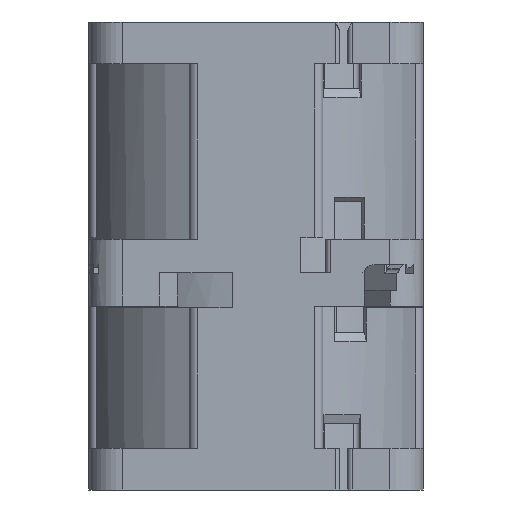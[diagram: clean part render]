
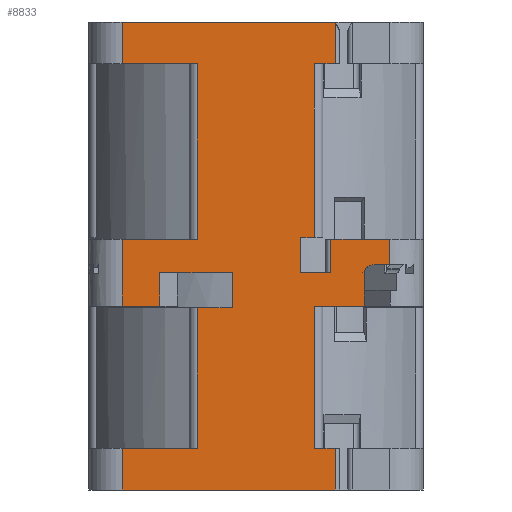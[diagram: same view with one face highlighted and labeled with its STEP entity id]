
A CAD part, left-side view. The second image highlights one B-rep face of the part: STEP entity #8833.
In plain terms, the highlighted planar face has unit normal (-1, 0, 0).
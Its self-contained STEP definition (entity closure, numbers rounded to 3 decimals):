
#359=DIRECTION('',(0.,-1.,0.));
#360=VECTOR('',#359,3.615);
#361=CARTESIAN_POINT('',(-20.,-5.338,0.));
#362=LINE('',#361,#360);
#363=DIRECTION('',(0.,0.,1.));
#364=VECTOR('',#363,4.);
#365=CARTESIAN_POINT('',(-20.,-8.953,0.));
#366=LINE('',#365,#364);
#367=DIRECTION('',(0.,-1.,0.));
#368=VECTOR('',#367,7.047);
#369=CARTESIAN_POINT('',(-20.,-8.953,4.));
#370=LINE('',#369,#368);
#371=DIRECTION('',(0.,0.,-1.));
#372=VECTOR('',#371,3.);
#373=CARTESIAN_POINT('',(-20.,-16.,4.));
#374=LINE('',#373,#372);
#375=DIRECTION('',(0.,1.,0.));
#376=VECTOR('',#375,1.657);
#377=CARTESIAN_POINT('',(-20.,-16.,1.));
#378=LINE('',#377,#376);
#379=DIRECTION('',(0.,1.,0.));
#380=VECTOR('',#379,5.929);
#381=CARTESIAN_POINT('',(-20.,-12.929,-4.));
#382=LINE('',#381,#380);
#383=DIRECTION('',(0.,0.,1.));
#384=VECTOR('',#383,4.2);
#385=CARTESIAN_POINT('',(-20.,-5.338,0.));
#386=LINE('',#385,#384);
#387=DIRECTION('',(0.,-1.,0.));
#388=VECTOR('',#387,1.662);
#389=CARTESIAN_POINT('',(-20.,-5.338,4.2));
#390=LINE('',#389,#388);
#405=DIRECTION('',(0.,0.,1.));
#406=VECTOR('',#405,20.8);
#407=CARTESIAN_POINT('',(-20.,-7.,4.2));
#408=LINE('',#407,#406);
#428=DIRECTION('',(0.,-1.,0.));
#429=VECTOR('',#428,2.5);
#430=CARTESIAN_POINT('',(-20.,-7.,25.));
#431=LINE('',#430,#429);
#461=CARTESIAN_POINT('',(-20.,-9.5,30.));
#474=DIRECTION('',(0.,0.,1.));
#475=VECTOR('',#474,5.);
#476=CARTESIAN_POINT('',(-20.,-9.5,25.));
#477=LINE('',#476,#475);
#515=DIRECTION('',(0.,1.,0.));
#516=VECTOR('',#515,25.5);
#517=CARTESIAN_POINT('',(-20.,-9.5,30.));
#518=LINE('',#517,#516);
#1420=DIRECTION('',(0.,0.,-1.));
#1421=VECTOR('',#1420,8.);
#1422=CARTESIAN_POINT('',(-20.,16.,4.));
#1423=LINE('',#1422,#1421);
#1456=DIRECTION('',(0.,1.,0.));
#1457=VECTOR('',#1456,9.);
#1458=CARTESIAN_POINT('',(-20.,7.,4.));
#1459=LINE('',#1458,#1457);
#1536=DIRECTION('',(0.,-1.,0.));
#1537=VECTOR('',#1536,9.);
#1538=CARTESIAN_POINT('',(-20.,16.,25.));
#1539=LINE('',#1538,#1537);
#1578=DIRECTION('',(0.,0.,-1.));
#1579=VECTOR('',#1578,21.);
#1580=CARTESIAN_POINT('',(-20.,7.,25.));
#1581=LINE('',#1580,#1579);
#1586=DIRECTION('',(0.,0.,-1.));
#1587=VECTOR('',#1586,5.);
#1588=CARTESIAN_POINT('',(-20.,16.,30.));
#1589=LINE('',#1588,#1587);
#1782=DIRECTION('',(0.,-1.,0.));
#1783=VECTOR('',#1782,4.485);
#1784=CARTESIAN_POINT('',(-20.,16.,-4.));
#1785=LINE('',#1784,#1783);
#1815=DIRECTION('',(0.,0.,-1.));
#1816=VECTOR('',#1815,4.2);
#1817=CARTESIAN_POINT('',(-20.,2.836,0.));
#1818=LINE('',#1817,#1816);
#1832=DIRECTION('',(0.,-1.,0.));
#1833=VECTOR('',#1832,8.679);
#1834=CARTESIAN_POINT('',(-20.,11.515,0.));
#1835=LINE('',#1834,#1833);
#1840=DIRECTION('',(0.,0.,1.));
#1841=VECTOR('',#1840,4.);
#1842=CARTESIAN_POINT('',(-20.,11.515,-4.));
#1843=LINE('',#1842,#1841);
#1853=DIRECTION('',(0.,1.,0.));
#1854=VECTOR('',#1853,4.165);
#1855=CARTESIAN_POINT('',(-20.,2.836,-4.2));
#1856=LINE('',#1855,#1854);
#1867=DIRECTION('',(0.,0.,-1.));
#1868=VECTOR('',#1867,16.8);
#1869=CARTESIAN_POINT('',(-20.,7.,-4.2));
#1870=LINE('',#1869,#1868);
#1890=DIRECTION('',(0.,1.,0.));
#1891=VECTOR('',#1890,9.);
#1892=CARTESIAN_POINT('',(-20.,7.,-21.));
#1893=LINE('',#1892,#1891);
#1925=DIRECTION('',(0.,0.,-1.));
#1926=VECTOR('',#1925,5.);
#1927=CARTESIAN_POINT('',(-20.,16.,-21.));
#1928=LINE('',#1927,#1926);
#1989=DIRECTION('',(0.,-1.,0.));
#1990=VECTOR('',#1989,25.5);
#1991=CARTESIAN_POINT('',(-20.,16.,-26.));
#1992=LINE('',#1991,#1990);
#2495=DIRECTION('',(0.,1.,0.));
#2496=VECTOR('',#2495,2.5);
#2497=CARTESIAN_POINT('',(-20.,-9.5,-21.));
#2498=LINE('',#2497,#2496);
#2503=DIRECTION('',(0.,0.,1.));
#2504=VECTOR('',#2503,17.);
#2505=CARTESIAN_POINT('',(-20.,-7.,-21.));
#2506=LINE('',#2505,#2504);
#2511=DIRECTION('',(0.,0.,1.));
#2512=VECTOR('',#2511,5.);
#2513=CARTESIAN_POINT('',(-20.,-9.5,-26.));
#2514=LINE('',#2513,#2512);
#6780=CARTESIAN_POINT('',(-20.,-12.929,0.));
#6781=CARTESIAN_POINT('',(-20.,-12.929,0.201));
#6782=CARTESIAN_POINT('',(-20.,-13.062,0.471));
#6783=CARTESIAN_POINT('',(-20.,-13.377,0.759));
#6784=CARTESIAN_POINT('',(-20.,-13.796,0.944));
#6785=CARTESIAN_POINT('',(-20.,-14.142,1.));
#6786=CARTESIAN_POINT('',(-20.,-14.343,1.));
#6788=DIRECTION('',(0.,0.,1.));
#6789=VECTOR('',#6788,4.);
#6790=CARTESIAN_POINT('',(-20.,-12.929,-4.));
#6791=LINE('',#6790,#6789);
#6865=CARTESIAN_POINT('',(-20.,-16.,4.));
#6867=VERTEX_POINT('',#6865);
#6868=CARTESIAN_POINT('',(-20.,-8.953,4.));
#6870=VERTEX_POINT('',#6868);
#6894=CARTESIAN_POINT('',(-20.,-16.,1.));
#6895=VERTEX_POINT('',#6894);
#6933=CARTESIAN_POINT('',(-20.,-14.343,1.));
#6934=VERTEX_POINT('',#6933);
#6948=CARTESIAN_POINT('',(-20.,-7.,-4.));
#6949=VERTEX_POINT('',#6948);
#6950=CARTESIAN_POINT('',(-20.,-12.929,-4.));
#6951=VERTEX_POINT('',#6950);
#6973=CARTESIAN_POINT('',(-20.,-8.953,
0.));
#6974=VERTEX_POINT('',#6973);
#6975=CARTESIAN_POINT('',(-20.,-5.338,0.));
#6977=VERTEX_POINT('',#6975);
#6979=CARTESIAN_POINT('',(-20.,-9.5,-21.));
#6980=CARTESIAN_POINT('',(-20.,-7.,-21.));
#6981=VERTEX_POINT('',#6979);
#6982=VERTEX_POINT('',#6980);
#6983=CARTESIAN_POINT('',(-20.,16.,-26.));
#6984=CARTESIAN_POINT('',(-20.,-9.5,-26.));
#6985=VERTEX_POINT('',#6983);
#6986=VERTEX_POINT('',#6984);
#6987=CARTESIAN_POINT('',(-20.,7.,-21.));
#6988=CARTESIAN_POINT('',(-20.,16.,-21.));
#6989=VERTEX_POINT('',#6987);
#6990=VERTEX_POINT('',#6988);
#6991=CARTESIAN_POINT('',(-20.,2.836,-4.2));
#6992=CARTESIAN_POINT('',(-20.,7.,-4.2));
#6993=VERTEX_POINT('',#6991);
#6994=VERTEX_POINT('',#6992);
#6995=CARTESIAN_POINT('',(-20.,16.,-4.));
#6996=CARTESIAN_POINT('',(-20.,11.515,-4.));
#6997=VERTEX_POINT('',#6995);
#6998=VERTEX_POINT('',#6996);
#6999=CARTESIAN_POINT('',(-20.,-5.338,4.2));
#7000=CARTESIAN_POINT('',(-20.,-7.,4.2));
#7001=VERTEX_POINT('',#6999);
#7002=VERTEX_POINT('',#7000);
#7023=CARTESIAN_POINT('',(-20.,-7.,25.));
#7024=VERTEX_POINT('',#7023);
#7029=CARTESIAN_POINT('',(-20.,-9.5,25.));
#7030=VERTEX_POINT('',#7029);
#7043=VERTEX_POINT('',#461);
#7065=CARTESIAN_POINT('',(-20.,16.,30.));
#7066=VERTEX_POINT('',#7065);
#7454=CARTESIAN_POINT('',(-20.,16.,4.));
#7455=VERTEX_POINT('',#7454);
#7479=CARTESIAN_POINT('',(-20.,7.,4.));
#7480=VERTEX_POINT('',#7479);
#7501=CARTESIAN_POINT('',(-20.,16.,25.));
#7502=CARTESIAN_POINT('',(-20.,7.,25.));
#7503=VERTEX_POINT('',#7501);
#7504=VERTEX_POINT('',#7502);
#7551=CARTESIAN_POINT('',(-20.,2.836,0.));
#7552=VERTEX_POINT('',#7551);
#7557=CARTESIAN_POINT('',(-20.,11.515,0.));
#7558=VERTEX_POINT('',#7557);
#8121=CARTESIAN_POINT('',(-20.,-12.929,0.));
#8122=VERTEX_POINT('',#8121);
#8770=CARTESIAN_POINT('',(-20.,0.,2.));
#8771=DIRECTION('',(1.,0.,0.));
#8772=DIRECTION('',(0.,1.,0.));
#8773=AXIS2_PLACEMENT_3D('',#8770,#8771,#8772);
#8774=PLANE('',#8773);
#8776=ORIENTED_EDGE('',*,*,#8775,.F.);
#8777=ORIENTED_EDGE('',*,*,#8735,.T.);
#8778=ORIENTED_EDGE('',*,*,#8764,.T.);
#8779=ORIENTED_EDGE('',*,*,#8445,.T.);
#8780=ORIENTED_EDGE('',*,*,#8489,.T.);
#8781=ORIENTED_EDGE('',*,*,#8553,.T.);
#8783=ORIENTED_EDGE('',*,*,#8782,.F.);
#8785=ORIENTED_EDGE('',*,*,#8784,.F.);
#8786=ORIENTED_EDGE('',*,*,#8650,.T.);
#8788=ORIENTED_EDGE('',*,*,#8787,.F.);
#8790=ORIENTED_EDGE('',*,*,#8789,.F.);
#8792=ORIENTED_EDGE('',*,*,#8791,.F.);
#8794=ORIENTED_EDGE('',*,*,#8793,.F.);
#8796=ORIENTED_EDGE('',*,*,#8795,.F.);
#8798=ORIENTED_EDGE('',*,*,#8797,.F.);
#8800=ORIENTED_EDGE('',*,*,#8799,.F.);
#8802=ORIENTED_EDGE('',*,*,#8801,.F.);
#8804=ORIENTED_EDGE('',*,*,#8803,.F.);
#8806=ORIENTED_EDGE('',*,*,#8805,.F.);
#8808=ORIENTED_EDGE('',*,*,#8807,.F.);
#8810=ORIENTED_EDGE('',*,*,#8809,.F.);
#8812=ORIENTED_EDGE('',*,*,#8811,.F.);
#8814=ORIENTED_EDGE('',*,*,#8813,.F.);
#8816=ORIENTED_EDGE('',*,*,#8815,.F.);
#8818=ORIENTED_EDGE('',*,*,#8817,.F.);
#8820=ORIENTED_EDGE('',*,*,#8819,.F.);
#8822=ORIENTED_EDGE('',*,*,#8821,.F.);
#8824=ORIENTED_EDGE('',*,*,#8823,.F.);
#8826=ORIENTED_EDGE('',*,*,#8825,.F.);
#8828=ORIENTED_EDGE('',*,*,#8827,.F.);
#8830=ORIENTED_EDGE('',*,*,#8829,.F.);
#8831=EDGE_LOOP('',(#8776,#8777,#8778,#8779,#8780,#8781,#8783,#8785,#8786,#8788,
#8790,#8792,#8794,#8796,#8798,#8800,#8802,#8804,#8806,#8808,#8810,#8812,#8814,
#8816,#8818,#8820,#8822,#8824,#8826,#8828,#8830));
#8832=FACE_OUTER_BOUND('',#8831,.F.);
#8833=ADVANCED_FACE('',(#8832),#8774,.F.);
#6787=B_SPLINE_CURVE_WITH_KNOTS('',3,(#6780,#6781,#6782,#6783,#6784,#6785,
#6786),.UNSPECIFIED.,.F.,.F.,(4,1,1,1,4),(0.,0.25,0.5,0.75,1.),
.UNSPECIFIED.);
#8445=EDGE_CURVE('',#6870,#6867,#370,.T.);
#8489=EDGE_CURVE('',#6867,#6895,#374,.T.);
#8553=EDGE_CURVE('',#6895,#6934,#378,.T.);
#8650=EDGE_CURVE('',#6951,#6949,#382,.T.);
#8735=EDGE_CURVE('',#6977,#6974,#362,.T.);
#8764=EDGE_CURVE('',#6974,#6870,#366,.T.);
#8775=EDGE_CURVE('',#6977,#7001,#386,.T.);
#8782=EDGE_CURVE('',#8122,#6934,#6787,.T.);
#8784=EDGE_CURVE('',#6951,#8122,#6791,.T.);
#8787=EDGE_CURVE('',#6982,#6949,#2506,.T.);
#8789=EDGE_CURVE('',#6981,#6982,#2498,.T.);
#8791=EDGE_CURVE('',#6986,#6981,#2514,.T.);
#8793=EDGE_CURVE('',#6985,#6986,#1992,.T.);
#8795=EDGE_CURVE('',#6990,#6985,#1928,.T.);
#8797=EDGE_CURVE('',#6989,#6990,#1893,.T.);
#8799=EDGE_CURVE('',#6994,#6989,#1870,.T.);
#8801=EDGE_CURVE('',#6993,#6994,#1856,.T.);
#8803=EDGE_CURVE('',#7552,#6993,#1818,.T.);
#8805=EDGE_CURVE('',#7558,#7552,#1835,.T.);
#8807=EDGE_CURVE('',#6998,#7558,#1843,.T.);
#8809=EDGE_CURVE('',#6997,#6998,#1785,.T.);
#8811=EDGE_CURVE('',#7455,#6997,#1423,.T.);
#8813=EDGE_CURVE('',#7480,#7455,#1459,.T.);
#8815=EDGE_CURVE('',#7504,#7480,#1581,.T.);
#8817=EDGE_CURVE('',#7503,#7504,#1539,.T.);
#8819=EDGE_CURVE('',#7066,#7503,#1589,.T.);
#8821=EDGE_CURVE('',#7043,#7066,#518,.T.);
#8823=EDGE_CURVE('',#7030,#7043,#477,.T.);
#8825=EDGE_CURVE('',#7024,#7030,#431,.T.);
#8827=EDGE_CURVE('',#7002,#7024,#408,.T.);
#8829=EDGE_CURVE('',#7001,#7002,#390,.T.);
